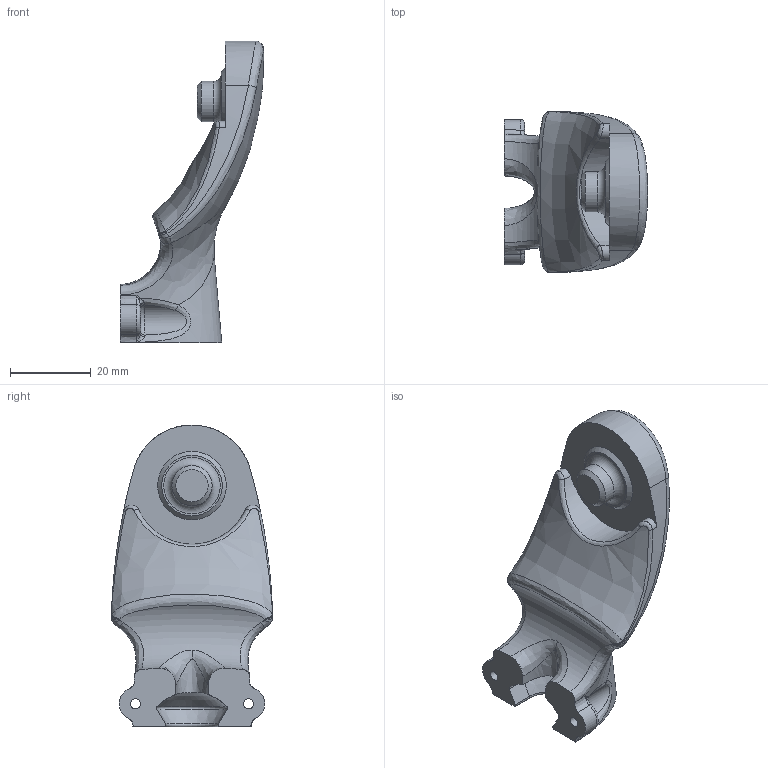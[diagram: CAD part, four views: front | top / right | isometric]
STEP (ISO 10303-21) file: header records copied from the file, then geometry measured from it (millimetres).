
FILE_DESCRIPTION(/* description */ (''),/* implementation_level */ '2;1');
FILE_NAME(/* name */ 'Robot - J4 (J6 JOINT).stp',/* time_stamp */ '2020-05-04T15:57:21-04:00',/* author */ ('seb66'),/* organization */ (''),/* preprocessor_version */ 'ST-DEVELOPER v18.1',/* originating_system */ 'Autodesk Inventor 2021',/* authorisation */ '');
FILE_SCHEMA (('AUTOMOTIVE_DESIGN { 1 0 10303 214 3 1 1 }'));
Length unit declared in the file: millimetre
Products named in the file (1): Robot - J4 (Fixture J6)
Bounding box: 35.48 x 39.91 x 74.75 mm (x, y, z)
Volume: 26366.2 mm3; surface area: 7992.4 mm2
Topology: 1 solids, 1 shells, 107 faces, 266 edges, 159 vertices
Faces by surface type: bspline 50, plane 24, cylinder 19, torus 8, sphere 3, cone 3
Full cylindrical faces by diameter (mm): 2.5 x2, 10 x1
Entity records: 5430 total; most frequent: CARTESIAN_POINT 3093, ORIENTED_EDGE 520, DIRECTION 351, EDGE_CURVE 260, VERTEX_POINT 159, AXIS2_PLACEMENT_3D 144, EDGE_LOOP 115, B_SPLINE_CURVE_WITH_KNOTS 111
